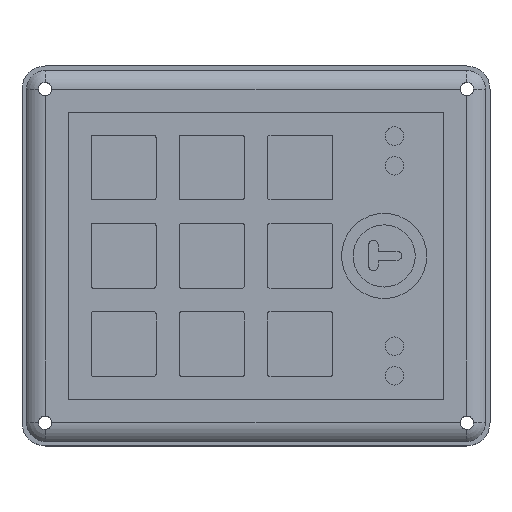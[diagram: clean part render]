
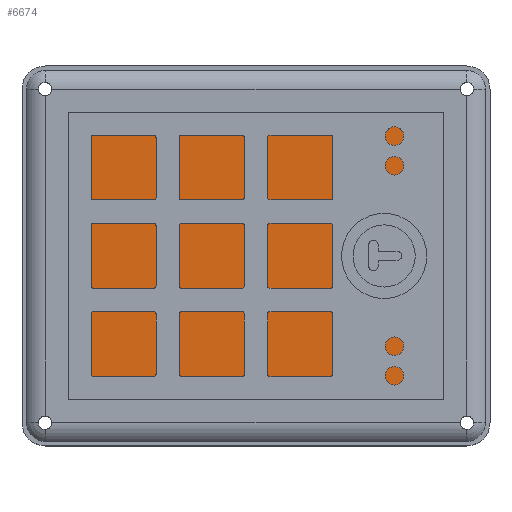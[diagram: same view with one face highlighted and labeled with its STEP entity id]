
A CAD part, top view. The second image highlights one B-rep face of the part: STEP entity #6674.
In plain terms, the highlighted planar face has unit normal (0, 0, 1).
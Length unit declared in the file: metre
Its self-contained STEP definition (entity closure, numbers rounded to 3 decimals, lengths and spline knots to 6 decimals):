
#1804=ORIENTED_EDGE('',*,*,#3192,.F.);
#1805=ORIENTED_EDGE('',*,*,#3179,.T.);
#1806=ORIENTED_EDGE('',*,*,#3186,.T.);
#1807=ORIENTED_EDGE('',*,*,#3183,.F.);
#1808=ORIENTED_EDGE('',*,*,#3180,.F.);
#1809=ORIENTED_EDGE('',*,*,#3175,.T.);
#1810=ORIENTED_EDGE('',*,*,#3193,.T.);
#1811=ORIENTED_EDGE('',*,*,#3194,.T.);
#3175=EDGE_CURVE('',#3969,#3968,#4593,.T.);
#3179=EDGE_CURVE('',#3966,#3972,#4597,.T.);
#3180=EDGE_CURVE('',#3969,#3973,#4598,.T.);
#3183=EDGE_CURVE('',#3973,#3975,#4601,.T.);
#3186=EDGE_CURVE('',#3972,#3975,#4604,.T.);
#3192=EDGE_CURVE('',#3966,#3977,#4606,.T.);
#3193=EDGE_CURVE('',#3968,#3978,#4607,.T.);
#3194=EDGE_CURVE('',#3978,#3977,#4608,.T.);
#3966=VERTEX_POINT('',#11107);
#3968=VERTEX_POINT('',#11111);
#3969=VERTEX_POINT('',#11113);
#3972=VERTEX_POINT('',#11119);
#3973=VERTEX_POINT('',#11123);
#3975=VERTEX_POINT('',#11129);
#3977=VERTEX_POINT('',#11143);
#3978=VERTEX_POINT('',#11145);
#4593=LINE('',#11112,#5193);
#4597=LINE('',#11120,#5197);
#4598=LINE('',#11122,#5198);
#4601=LINE('',#11128,#5201);
#4604=LINE('',#11134,#5204);
#4606=LINE('',#11142,#5206);
#4607=LINE('',#11144,#5207);
#4608=LINE('',#11146,#5208);
#5193=VECTOR('',#7964,1.);
#5197=VECTOR('',#7968,1.);
#5198=VECTOR('',#7971,1.);
#5201=VECTOR('',#7976,1.);
#5204=VECTOR('',#7981,1.);
#5206=VECTOR('',#7995,1.);
#5207=VECTOR('',#7996,1.);
#5208=VECTOR('',#7997,1.);
#5654=EDGE_LOOP('',(#1804,#1805,#1806,#1807,#1808,#1809,#1810,#1811));
#6092=FACE_BOUND('',#5654,.T.);
#6395=PLANE('',#7004);
#6674=ADVANCED_FACE('',(#6092),#6395,.T.);
#7004=AXIS2_PLACEMENT_3D('',#11141,#7993,#7994);
#7964=DIRECTION('',(0.,1.,0.));
#7968=DIRECTION('',(0.,1.,0.));
#7971=DIRECTION('',(-1.,0.,0.));
#7976=DIRECTION('',(0.,1.,0.));
#7981=DIRECTION('',(-1.,0.,0.));
#7993=DIRECTION('',(0.,0.,1.));
#7994=DIRECTION('',(1.,0.,0.));
#7995=DIRECTION('',(-1.,0.,0.));
#7996=DIRECTION('',(-1.,0.,0.));
#7997=DIRECTION('',(0.,1.,0.));
#11107=CARTESIAN_POINT('',(0.0405,0.009,0.003));
#11111=CARTESIAN_POINT('',(0.0405,-0.009,0.003));
#11112=CARTESIAN_POINT('',(0.0405,0.,0.003));
#11113=CARTESIAN_POINT('',(0.0405,-0.031,0.003));
#11119=CARTESIAN_POINT('',(0.0405,0.031,0.003));
#11120=CARTESIAN_POINT('',(0.0405,0.,0.003));
#11122=CARTESIAN_POINT('',(0.,-0.031,0.003));
#11123=CARTESIAN_POINT('',(-0.0405,-0.031,0.003));
#11128=CARTESIAN_POINT('',(-0.0405,0.,0.003));
#11129=CARTESIAN_POINT('',(-0.0405,0.031,0.003));
#11134=CARTESIAN_POINT('',(0.,0.031,0.003));
#11141=CARTESIAN_POINT('',(0.,0.,0.003));
#11142=CARTESIAN_POINT('',(0.,0.009,0.003));
#11143=CARTESIAN_POINT('',(0.0295,0.009,0.003));
#11144=CARTESIAN_POINT('',(0.,-0.009,0.003));
#11145=CARTESIAN_POINT('',(0.0295,-0.009,0.003));
#11146=CARTESIAN_POINT('',(0.0295,0.,0.003));
